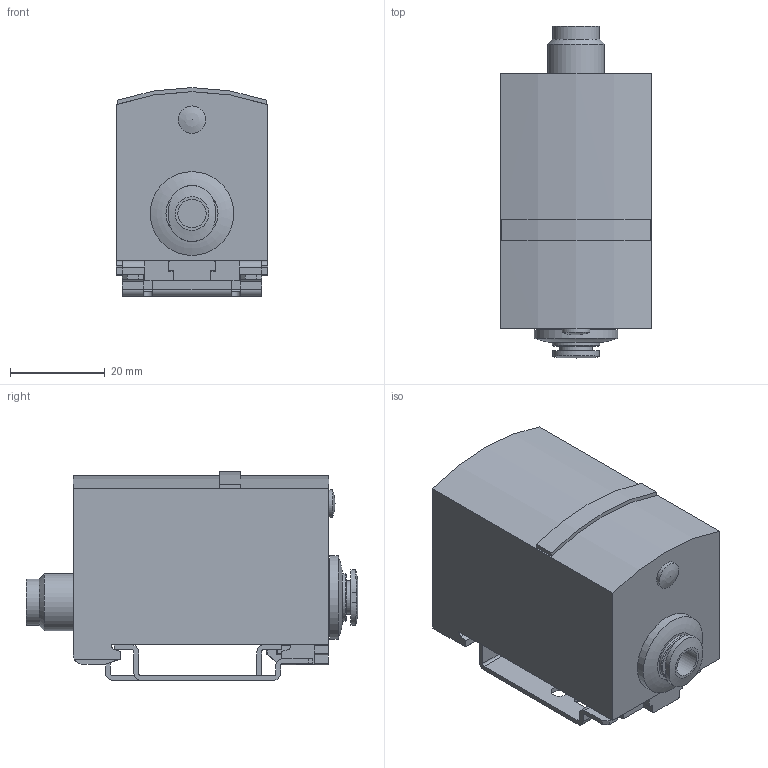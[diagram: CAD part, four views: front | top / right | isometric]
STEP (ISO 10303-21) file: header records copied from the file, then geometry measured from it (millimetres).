
FILE_DESCRIPTION(/* description */ ('STEP AP214'),/* implementation_level */ '2;1');
FILE_NAME(/* name */ '8187488_SPAU-V1R-W-Q6D-LK-A-M12U',/* time_stamp */ '2024-09-15T12:17:03+02:00',/* author */ ('License CC BY-ND 4.0'),/* organization */ ('CADENAS'),/* preprocessor_version */ 'ST-DEVELOPER v19.3',/* originating_system */ 'PARTsolutions',/* authorisation */ ' ');
FILE_SCHEMA (('AUTOMOTIVE_DESIGN {1 0 10303 214 3 1 1}'));
Length unit declared in the file: millimetre
Products named in the file (4): 8187488 SPAU-V1R-W-Q6D-LK-A-M12U; 8001200 SPAU-B2WQ6-D-LKAM12UQ6M12-p; 8003355 SAMH-PU-W-p; 1345605 SPAU
Assembly tree (3 placements, depth 2):
  8187488 SPAU-V1R-W-Q6D-LK-A-M12U
    8001200 SPAU-B2WQ6-D-LKAM12UQ6M12-p
    8003355 SAMH-PU-W-p
    1345605 SPAU
Bounding box: 32 x 70.15 x 44.11 mm (x, y, z)
Volume: 64187.9 mm3; surface area: 14595.8 mm2
Topology: 3 solids, 3 shells, 211 faces, 571 edges, 380 vertices
Faces by surface type: plane 130, cylinder 72, sphere 5, cone 3, torus 1
Full cylindrical faces by diameter (mm): 1 x4, 1.35 x1, 1.5 x1, 3.5 x2, 5.8 x1, 6 x1, 7 x1, 8.4 x1, 9.8 x1, 10 x1, 12 x1, 14.95 x1, 17.7 x1
Entity records: 7134 total; most frequent: CARTESIAN_POINT 1124, DIRECTION 1105, ORIENTED_EDGE 1056, EDGE_CURVE 528, LINE 373, VECTOR 373, AXIS2_PLACEMENT_3D 366, VERTEX_POINT 363
